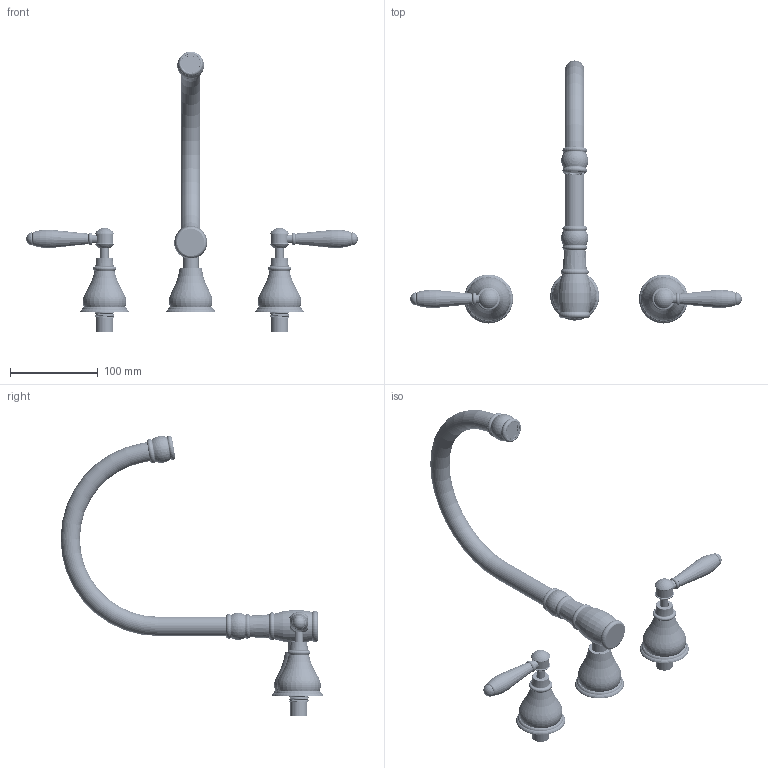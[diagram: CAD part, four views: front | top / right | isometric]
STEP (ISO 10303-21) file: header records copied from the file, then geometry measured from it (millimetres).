
FILE_DESCRIPTION (( 'STEP AP203' ), '1' );
FILE_NAME ('MV1015LCHP.STEP', '2020-02-26T07:18:03', ( 'Windows 蚚誧' ), ( '' ), 'SwSTEP 2.0', 'SolidWorks 2019', '' );
FILE_SCHEMA (( 'CONFIG_CONTROL_DESIGN' ));
Length unit declared in the file: millimetre
Products named in the file (37): 110快开插齿G58阀芯（30.5阀盖）; 5-8辦羲概郋-110酗; 175忒梟裝芛; MVХ宒報滇蟀諉奪; MVХ宒報滇奪釱; 22報滇埴俔爾諉奪; 入墙浴缸管座组; 報滇埴俔郪; 7x1.5 O型圈; 175枎棟忒梟裝; MV22堤阨奪蟀諉璃ㄗ郪ㄘ; MV堤阨諳ㄗ郪ㄘ; M16x1 22奪爾諉芛; 入墙式厨房管座组; MVХ宒唌詰奪釱; MV1014ACH; 175忒梟裝簽; 175忒梟蟀諉裝; 15x1.5 O型圈; MV插齿陶瓷一字手轮; MV1070LCHP; 囀鞠褒潑芛蹟佪M5x12 (G12090G00); M4x4 囀鞠褒す傷蹟佪 (G12003G00); MV22堤阨奪蟀諉璃; MV邧參珨趼忒謫釱; MV双把入墙钟罩; 28.5X22.5X1.5綻祧菜え; 臟賙M21.5X1堤阨厙; M16X1 22奪爾諉簽; 22報滇埴俔ㄗ爾諉ㄘ; MV邧參醱髓笘欶釱; MV1015LCHP; 15x1.5 O型圈-D14.5; MV堤阨諳; 辦羲30.5坶踡蹟譫
Assembly tree (49 placements, depth 5):
  MV1015LCHP
    MV1070LCHP
      110快开插齿G58阀芯（30.5阀盖）
        5-8辦羲概郋-110酗
        辦羲30.5坶踡蹟譫
        28.5X22.5X1.5綻祧菜え
      110快开插齿G58阀芯（30.5阀盖）
        5-8辦羲概郋-110酗
        辦羲30.5坶踡蹟譫
        28.5X22.5X1.5綻祧菜え
      MV双把入墙钟罩  x2
      MV邧參醱髓笘欶釱  x2
      MV插齿陶瓷一字手轮
        MV邧參珨趼忒謫釱
        囀鞠褒潑芛蹟佪M5x12 (G12090G00)
        175忒梟裝芛
        175忒梟蟀諉裝
        175枎棟忒梟裝
        175忒梟裝簽
        7x1.5 O型圈
      MV插齿陶瓷一字手轮
        MV邧參珨趼忒謫釱
        囀鞠褒潑芛蹟佪M5x12 (G12090G00)
        175忒梟裝芛
        175忒梟蟀諉裝
        175枎棟忒梟裝
        175忒梟裝簽
        7x1.5 O型圈
    入墙式厨房管座组
      MVХ宒報滇奪釱
      MVХ宒報滇蟀諉奪
      入墙浴缸管座组
        MVХ宒唌詰奪釱
        MV邧參醱髓笘欶釱
      15x1.5 O型圈-D14.5
      15x1.5 O型圈
      M4x4 囀鞠褒す傷蹟佪 (G12003G00)
    MV1014ACH
      MV堤阨諳ㄗ郪ㄘ
        MV堤阨諳
        臟賙M21.5X1堤阨厙
      報滇埴俔郪
        MV22堤阨奪蟀諉璃ㄗ郪ㄘ
          MV22堤阨奪蟀諉璃
        22報滇埴俔ㄗ爾諉ㄘ
          22報滇埴俔爾諉奪
          M16X1 22奪爾諉簽
          M16x1 22奪爾諉芛
Bounding box: 379 x 300.34 x 321.01 mm (x, y, z)
Volume: 267065.9 mm3; surface area: 196156.4 mm2
Topology: 38 solids, 38 shells, 1909 faces, 5021 edges, 3260 vertices
Faces by surface type: cylinder 886, plane 455, cone 233, torus 172, bspline 147, sphere 16
Entity records: 85329 total; most frequent: CARTESIAN_POINT 53438, ORIENTED_EDGE 6384, DIRECTION 5312, EDGE_CURVE 3192, AXIS2_PLACEMENT_3D 2149, VERTEX_POINT 2074, EDGE_LOOP 1336, ADVANCED_FACE 1232
